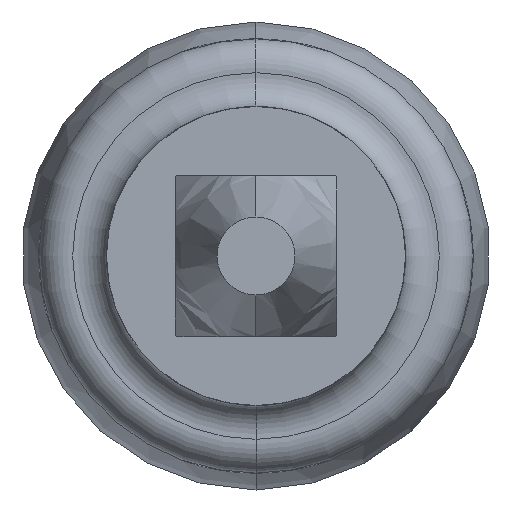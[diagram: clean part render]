
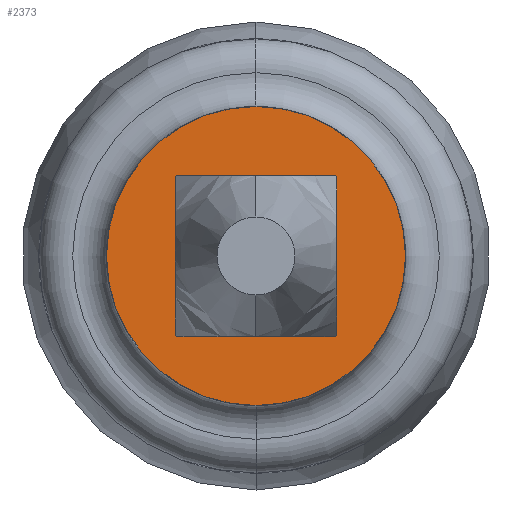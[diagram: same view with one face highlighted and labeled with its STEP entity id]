
A CAD part, front view. The second image highlights one B-rep face of the part: STEP entity #2373.
In plain terms, the highlighted planar face has unit normal (0, -1, 0).
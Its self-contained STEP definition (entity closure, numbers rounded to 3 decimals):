
#26 = CARTESIAN_POINT ( 'NONE',  ( -0.31, -30., -0.31 ) ) ;
#216 = AXIS2_PLACEMENT_3D ( 'NONE', #5852, #2509, #1964 ) ;
#230 = ORIENTED_EDGE ( 'NONE', *, *, #3794, .F. ) ;
#300 = AXIS2_PLACEMENT_3D ( 'NONE', #686, #2562, #620 ) ;
#324 = VERTEX_POINT ( 'NONE', #2961 ) ;
#369 = ORIENTED_EDGE ( 'NONE', *, *, #3775, .F. ) ;
#398 = EDGE_CURVE ( 'Defeature ausgef�hrt3_54+Defeature ausgef�hrt3_1+Defeature ausgef�hrt3_48+Defeature ausgef�hrt3_50', #2600, #3780, #4053, .T. ) ;
#415 = CIRCLE ( 'NONE', #832, 0.435 ) ;
#539 = CARTESIAN_POINT ( 'NONE',  ( 0., -30., 0. ) ) ;
#620 = DIRECTION ( 'NONE',  ( 0., 0., 1. ) ) ;
#685 = VERTEX_POINT ( 'NONE', #4884 ) ;
#686 = CARTESIAN_POINT ( 'NONE',  ( 0., -30., 0. ) ) ;
#764 = CARTESIAN_POINT ( 'NONE',  ( 0.31, -30., 0.305 ) ) ;
#826 = CARTESIAN_POINT ( 'NONE',  ( 0., -30., 0. ) ) ;
#832 = AXIS2_PLACEMENT_3D ( 'NONE', #826, #2252, #4211 ) ;
#851 = DIRECTION ( 'NONE',  ( 0., 0., 1. ) ) ;
#924 = AXIS2_PLACEMENT_3D ( 'NONE', #2998, #3872, #1421 ) ;
#1001 = DIRECTION ( 'NONE',  ( 0., 0., -1. ) ) ;
#1413 = ORIENTED_EDGE ( 'NONE', *, *, #1904, .T. ) ;
#1421 = DIRECTION ( 'NONE',  ( 0., 0., 1. ) ) ;
#1443 = AXIS2_PLACEMENT_3D ( 'NONE', #539, #2095, #5084 ) ;
#1547 = AXIS2_PLACEMENT_3D ( 'NONE', #6190, #3237, #4715 ) ;
#1765 = CARTESIAN_POINT ( 'NONE',  ( 0., -30., 0. ) ) ;
#1904 = EDGE_CURVE ( 'Defeature ausgef�hrt3_1+Defeature ausgef�hrt3_48+Defeature ausgef�hrt3_54+Defeature ausgef�hrt3_55', #2600, #2862, #4216, .T. ) ;
#1964 = DIRECTION ( 'NONE',  ( 0., 0., 1. ) ) ;
#2077 = ORIENTED_EDGE ( 'NONE', *, *, #398, .F. ) ;
#2095 = DIRECTION ( 'NONE',  ( 0., 1., 0. ) ) ;
#2207 = EDGE_LOOP ( 'NONE', ( #4042, #2918 ) ) ;
#2210 = EDGE_CURVE ( 'Defeature ausgef�hrt3_1+Defeature ausgef�hrt3_49+Defeature ausgef�hrt3_55+Defeature ausgef�hrt3_52', #324, #685, #5542, .T. ) ;
#2252 = DIRECTION ( 'NONE',  ( 0., 1., 0. ) ) ;
#2373 = ADVANCED_FACE ( 'Defeature ausgef�hrt3_1', ( #5780, #3297 ), #4273, .F. ) ;
#2375 = EDGE_CURVE ( 'Defeature ausgef�hrt3_2+Defeature ausgef�hrt3_1+Defeature ausgef�hrt3_1+Defeature ausgef�hrt3_1', #2425, #3764, #5139, .T. ) ;
#2376 = AXIS2_PLACEMENT_3D ( 'NONE', #1765, #5296, #851 ) ;
#2425 = VERTEX_POINT ( 'NONE', #4038 ) ;
#2509 = DIRECTION ( 'NONE',  ( 0., 1., 0. ) ) ;
#2543 = DIRECTION ( 'NONE',  ( -1., 0., 0. ) ) ;
#2562 = DIRECTION ( 'NONE',  ( 0., 1., 0. ) ) ;
#2600 = VERTEX_POINT ( 'NONE', #3288 ) ;
#2646 = ORIENTED_EDGE ( 'NONE', *, *, #3266, .T. ) ;
#2676 = ORIENTED_EDGE ( 'NONE', *, *, #5659, .F. ) ;
#2719 = EDGE_CURVE ( 'Defeature ausgef�hrt3_1+Defeature ausgef�hrt3_50+Defeature ausgef�hrt3_53+Defeature ausgef�hrt3_54', #3178, #3780, #5446, .T. ) ;
#2842 = LINE ( 'NONE', #4702, #3200 ) ;
#2862 = VERTEX_POINT ( 'NONE', #764 ) ;
#2908 = CARTESIAN_POINT ( 'NONE',  ( -0.305, -30., 0.31 ) ) ;
#2918 = ORIENTED_EDGE ( 'NONE', *, *, #2375, .F. ) ;
#2961 = CARTESIAN_POINT ( 'NONE',  ( 0.31, -30., -0.305 ) ) ;
#2998 = CARTESIAN_POINT ( 'NONE',  ( 0., -30., 0. ) ) ;
#3138 = VECTOR ( 'NONE', #2543, 1000. ) ;
#3178 = VERTEX_POINT ( 'NONE', #6072 ) ;
#3200 = VECTOR ( 'NONE', #4221, 1000. ) ;
#3237 = DIRECTION ( 'NONE',  ( 0., 1., 0. ) ) ;
#3266 = EDGE_CURVE ( 'Defeature ausgef�hrt3_1+Defeature ausgef�hrt3_51+Defeature ausgef�hrt3_52+Defeature ausgef�hrt3_53', #3428, #4428, #415, .T. ) ;
#3288 = CARTESIAN_POINT ( 'NONE',  ( 0.305, -30., 0.31 ) ) ;
#3297 = FACE_OUTER_BOUND ( 'NONE', #2207, .T. ) ;
#3428 = VERTEX_POINT ( 'NONE', #3843 ) ;
#3620 = CARTESIAN_POINT ( 'NONE',  ( -0.31, -30., -0.305 ) ) ;
#3700 = CARTESIAN_POINT ( 'NONE',  ( 0., -30., 0.575 ) ) ;
#3725 = ORIENTED_EDGE ( 'NONE', *, *, #2719, .T. ) ;
#3764 = VERTEX_POINT ( 'NONE', #3700 ) ;
#3775 = EDGE_CURVE ( 'Defeature ausgef�hrt3_52+Defeature ausgef�hrt3_1+Defeature ausgef�hrt3_51+Defeature ausgef�hrt3_49', #3428, #685, #2842, .T. ) ;
#3780 = VERTEX_POINT ( 'NONE', #2908 ) ;
#3794 = EDGE_CURVE ( 'Defeature ausgef�hrt3_55+Defeature ausgef�hrt3_1+Defeature ausgef�hrt3_49+Defeature ausgef�hrt3_48', #324, #2862, #4440, .T. ) ;
#3843 = CARTESIAN_POINT ( 'NONE',  ( -0.305, -30., -0.31 ) ) ;
#3867 = DIRECTION ( 'NONE',  ( 0., 0., 1. ) ) ;
#3872 = DIRECTION ( 'NONE',  ( 0., 1., 0. ) ) ;
#3963 = CARTESIAN_POINT ( 'NONE',  ( 0.31, -30., -0.31 ) ) ;
#4038 = CARTESIAN_POINT ( 'NONE',  ( 0., -30., -0.575 ) ) ;
#4042 = ORIENTED_EDGE ( 'NONE', *, *, #5286, .F. ) ;
#4053 = LINE ( 'NONE', #4116, #3138 ) ;
#4116 = CARTESIAN_POINT ( 'NONE',  ( 0.31, -30., 0.31 ) ) ;
#4211 = DIRECTION ( 'NONE',  ( 0., 0., 1. ) ) ;
#4216 = CIRCLE ( 'NONE', #1443, 0.435 ) ;
#4221 = DIRECTION ( 'NONE',  ( 1., 0., 0. ) ) ;
#4242 = CIRCLE ( 'NONE', #216, 0.575 ) ;
#4273 = PLANE ( 'NONE',  #1547 ) ;
#4428 = VERTEX_POINT ( 'NONE', #3620 ) ;
#4440 = LINE ( 'NONE', #3963, #5665 ) ;
#4702 = CARTESIAN_POINT ( 'NONE',  ( 0.31, -30., -0.31 ) ) ;
#4715 = DIRECTION ( 'NONE',  ( 0., 0., 1. ) ) ;
#4884 = CARTESIAN_POINT ( 'NONE',  ( 0.305, -30., -0.31 ) ) ;
#4996 = LINE ( 'NONE', #26, #5061 ) ;
#5061 = VECTOR ( 'NONE', #1001, 1000. ) ;
#5084 = DIRECTION ( 'NONE',  ( 0., 0., 1. ) ) ;
#5139 = CIRCLE ( 'NONE', #2376, 0.575 ) ;
#5286 = EDGE_CURVE ( 'Defeature ausgef�hrt3_2+Defeature ausgef�hrt3_1+Defeature ausgef�hrt3_1+Defeature ausgef�hrt3_1', #3764, #2425, #4242, .T. ) ;
#5296 = DIRECTION ( 'NONE',  ( 0., 1., 0. ) ) ;
#5446 = CIRCLE ( 'NONE', #924, 0.435 ) ;
#5542 = CIRCLE ( 'NONE', #300, 0.435 ) ;
#5659 = EDGE_CURVE ( 'Defeature ausgef�hrt3_53+Defeature ausgef�hrt3_1+Defeature ausgef�hrt3_50+Defeature ausgef�hrt3_51', #3178, #4428, #4996, .T. ) ;
#5665 = VECTOR ( 'NONE', #3867, 1000. ) ;
#5738 = ORIENTED_EDGE ( 'NONE', *, *, #2210, .T. ) ;
#5780 = FACE_BOUND ( 'NONE', #6096, .T. ) ;
#5852 = CARTESIAN_POINT ( 'NONE',  ( 0., -30., 0. ) ) ;
#6072 = CARTESIAN_POINT ( 'NONE',  ( -0.31, -30., 0.305 ) ) ;
#6096 = EDGE_LOOP ( 'NONE', ( #2676, #3725, #2077, #1413, #230, #5738, #369, #2646 ) ) ;
#6190 = CARTESIAN_POINT ( 'NONE',  ( 0.575, -30., 0. ) ) ;
